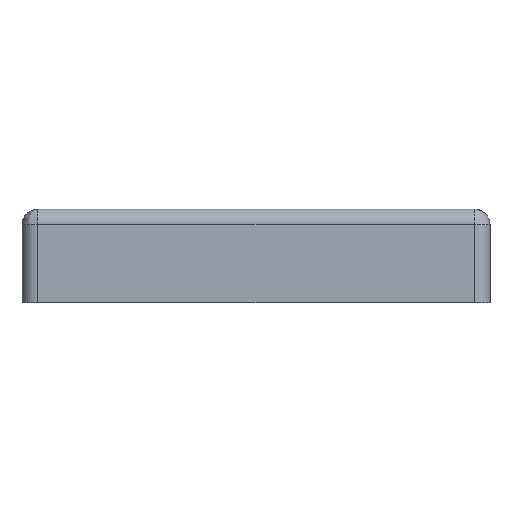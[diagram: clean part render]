
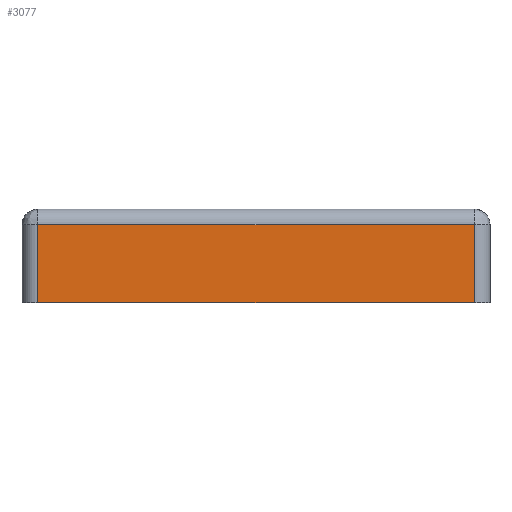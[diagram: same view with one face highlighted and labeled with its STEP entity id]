
A CAD part, front view. The second image highlights one B-rep face of the part: STEP entity #3077.
In plain terms, the highlighted planar face has unit normal (0, -1, 0).
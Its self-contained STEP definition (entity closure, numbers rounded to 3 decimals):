
#20 = CARTESIAN_POINT ( 'NONE',  ( 28., -30., 12. ) ) ;
#124 = DIRECTION ( 'NONE',  ( 0., 0., 1. ) ) ;
#275 = VECTOR ( 'NONE', #124, 1000. ) ;
#738 = DIRECTION ( 'NONE',  ( 0., 0., -1. ) ) ;
#857 = EDGE_CURVE ( 'NONE', #7718, #1018, #7824, .T. ) ;
#910 = VERTEX_POINT ( 'NONE', #4399 ) ;
#1018 = VERTEX_POINT ( 'NONE', #8959 ) ;
#1472 = CARTESIAN_POINT ( 'NONE',  ( -28., -30., 0. ) ) ;
#1845 = VECTOR ( 'NONE', #738, 1000. ) ;
#2751 = CARTESIAN_POINT ( 'NONE',  ( 28., -30., 10. ) ) ;
#3077 = ADVANCED_FACE ( 'NONE', ( #4289 ), #6914, .F. ) ;
#3413 = CARTESIAN_POINT ( 'NONE',  ( -30., -30., 12. ) ) ;
#3731 = LINE ( 'NONE', #20, #1845 ) ;
#3829 = EDGE_CURVE ( 'NONE', #6754, #910, #3731, .T. ) ;
#3867 = VECTOR ( 'NONE', #6726, 1000. ) ;
#4139 = DIRECTION ( 'NONE',  ( 0., 0., 1. ) ) ;
#4289 = FACE_OUTER_BOUND ( 'NONE', #6454, .T. ) ;
#4297 = CARTESIAN_POINT ( 'NONE',  ( -30., -30., 0. ) ) ;
#4399 = CARTESIAN_POINT ( 'NONE',  ( 28., -30., 0. ) ) ;
#5015 = DIRECTION ( 'NONE',  ( -1., 0., 0. ) ) ;
#5332 = CARTESIAN_POINT ( 'NONE',  ( 30., -30., 10. ) ) ;
#5683 = VECTOR ( 'NONE', #5015, 1000. ) ;
#6327 = ORIENTED_EDGE ( 'NONE', *, *, #3829, .F. ) ;
#6454 = EDGE_LOOP ( 'NONE', ( #8366, #8687, #7246, #6327 ) ) ;
#6726 = DIRECTION ( 'NONE',  ( 1., 0., 0. ) ) ;
#6754 = VERTEX_POINT ( 'NONE', #2751 ) ;
#6827 = EDGE_CURVE ( 'NONE', #910, #7718, #7527, .T. ) ;
#6914 = PLANE ( 'NONE',  #7918 ) ;
#7200 = CARTESIAN_POINT ( 'NONE',  ( -28., -30., 12. ) ) ;
#7246 = ORIENTED_EDGE ( 'NONE', *, *, #6827, .F. ) ;
#7437 = EDGE_CURVE ( 'NONE', #1018, #6754, #7623, .T. ) ;
#7527 = LINE ( 'NONE', #4297, #5683 ) ;
#7623 = LINE ( 'NONE', #5332, #3867 ) ;
#7718 = VERTEX_POINT ( 'NONE', #1472 ) ;
#7824 = LINE ( 'NONE', #7200, #275 ) ;
#7918 = AXIS2_PLACEMENT_3D ( 'NONE', #3413, #8375, #4139 ) ;
#8366 = ORIENTED_EDGE ( 'NONE', *, *, #7437, .F. ) ;
#8375 = DIRECTION ( 'NONE',  ( 0., 1., 0. ) ) ;
#8687 = ORIENTED_EDGE ( 'NONE', *, *, #857, .F. ) ;
#8959 = CARTESIAN_POINT ( 'NONE',  ( -28., -30., 10. ) ) ;
